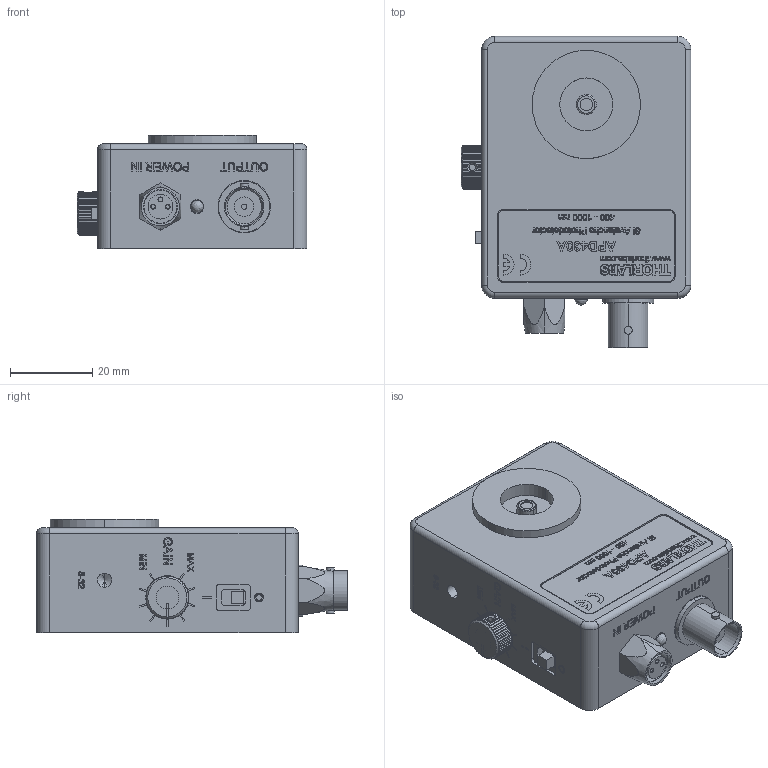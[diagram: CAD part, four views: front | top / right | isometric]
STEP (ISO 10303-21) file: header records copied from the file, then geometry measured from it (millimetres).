
FILE_DESCRIPTION (( 'STEP AP214' ), '1' );
FILE_NAME ('MTN004937.STEP', '2015-07-23T13:15:07', ( 'tempinstall' ), ( '' ), 'SwSTEP 2.0', 'SolidWorks 2014', '' );
FILE_SCHEMA (( 'AUTOMOTIVE_DESIGN' ));
Length unit declared in the file: millimetre
Products named in the file (1): MTN004937
Bounding box: 55.8 x 75.46 x 27.43 mm (x, y, z)
Surface area: 30107.4 mm2 (no closed solid volume)
Topology: 0 solids, 15 shells, 2374 faces, 6220 edges, 4080 vertices
Faces by surface type: plane 1208, bspline 628, cylinder 436, cone 89, sphere 7, torus 6
Entity records: 128330 total; most frequent: CARTESIAN_POINT 47627, ORIENTED_EDGE 12340, DIRECTION 9189, EDGE_CURVE 6170, VERTEX_POINT 4069, LINE 3913, VECTOR 3913, EDGE_LOOP 2639
